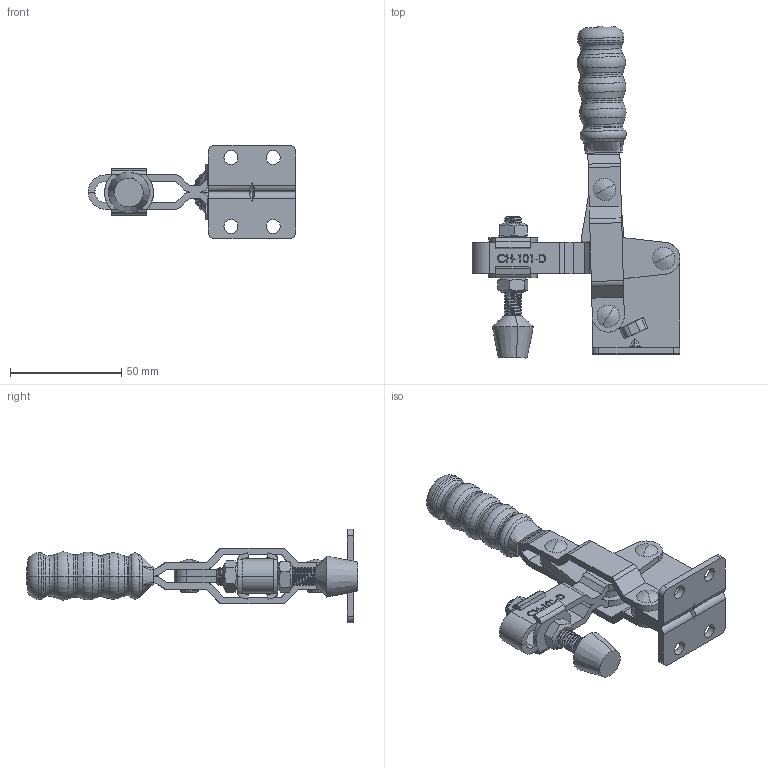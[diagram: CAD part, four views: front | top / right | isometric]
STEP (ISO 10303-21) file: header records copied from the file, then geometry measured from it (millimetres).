
FILE_DESCRIPTION (( 'STEP AP214' ), '1' );
FILE_NAME ('GP1207UO.STEP', '2021-02-03T18:53:53', ( '' ), ( '' ), 'SwSTEP 2.0', 'SolidWorks 2019', '' );
FILE_SCHEMA (( 'AUTOMOTIVE_DESIGN' ));
Length unit declared in the file: millimetre
Products named in the file (11): GP1207UO.STEP; CH-FC-56212 SPINDLE SUPPLIED.STEP; CH-FC-56212 Nut.STEP; CH-101-D-04 CONNECTING-PLATE.STEP; CH-101-D-06.STEP; CH-101-D-02 U-BAR.STEP; GP1207UO; CH-101-D-01 FLANGED BASE.STEP; CH-101-D-05.STEP; CH-FW-516.STEP; CH-101-D-03 STRAIGHT HANDLE.STEP
Assembly tree (16 placements, depth 3):
  GP1207UO
    GP1207UO.STEP
      CH-101-D-01 FLANGED BASE.STEP
      CH-101-D-03 STRAIGHT HANDLE.STEP
      CH-101-D-05.STEP  x4
      CH-101-D-02 U-BAR.STEP
      CH-101-D-04 CONNECTING-PLATE.STEP  x2
      CH-FW-516.STEP  x2
      CH-FC-56212 Nut.STEP  x2
      CH-FC-56212 SPINDLE SUPPLIED.STEP
      CH-101-D-06.STEP
Bounding box: 93.42 x 149.26 x 42 mm (x, y, z)
Volume: 63640.6 mm3; surface area: 49197.7 mm2
Topology: 18 solids, 18 shells, 853 faces, 2274 edges, 1471 vertices
Faces by surface type: plane 310, cylinder 257, bspline 179, cone 55, torus 52
Entity records: 35363 total; most frequent: CARTESIAN_POINT 17652, ORIENTED_EDGE 3980, DIRECTION 2993, EDGE_CURVE 1990, VERTEX_POINT 1303, LINE 1075, VECTOR 1075, AXIS2_PLACEMENT_3D 959
